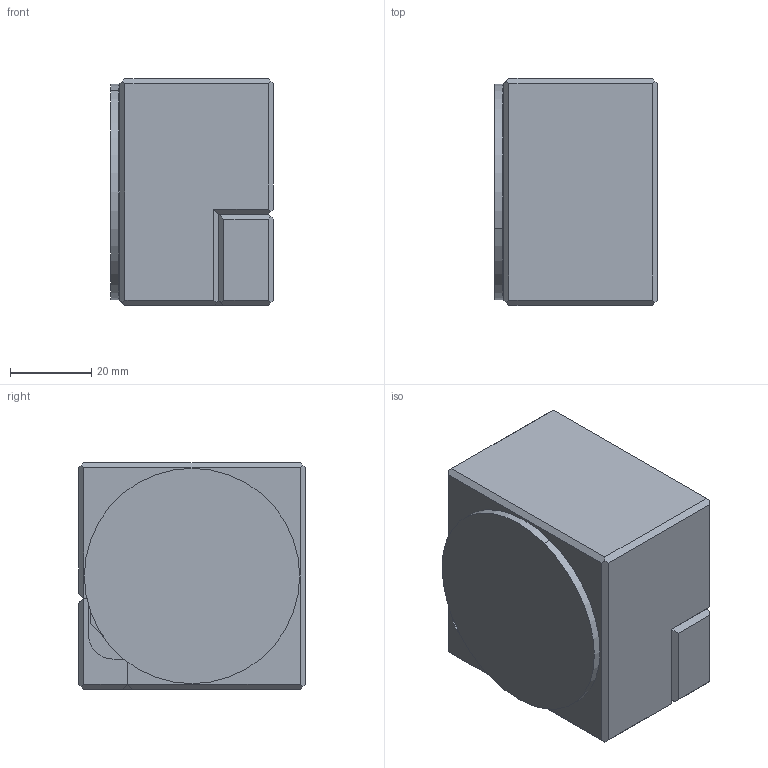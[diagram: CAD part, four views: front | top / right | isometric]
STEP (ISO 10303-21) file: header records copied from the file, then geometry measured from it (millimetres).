
FILE_DESCRIPTION(('CAx-IF Rec.Pracs.---Model Styling and Organization---1.2---2011-12-15','CAx-IF Rec.Pracs.---Geometric and Assembly Validation Properties---4.1---2014-06-16','CAx-IF Rec.Pracs.---PMI Polyline Presentation---2.0---2013-05-24'),'2;1');
FILE_NAME('1000126627_PPR_000.stp','2018-05-17T12:39:57+02:00',(''),(''),'STEP Interface 4.1 by CT CoreTechnologie','3D_Evolution4.1 by CT CoreTechnologie','');
FILE_SCHEMA(('AP203_CONFIGURATION_CONTROLLED_3D_DESIGN_OF_MECHANICAL_PARTS_AND_ASSEMBLIES_MIM_LF'));
Length unit declared in the file: millimetre
Products named in the file (4): P_2 AV Absperrventil Massaud Ingot 1000126627_PPR_000_A0; P_2 Fixierung Griffkomp. 3L Massaud Ing. 1000126629_PPA_000_A0; P_2 Griffsockel links 3L WTA Mass. Ing. 1000126367_PPA_000_A0; P_2 Griffhebel AV Massaud Ingot 1000126631_PPA_000_A0
Assembly tree (3 placements, depth 2):
  P_2 AV Absperrventil Massaud Ingot 1000126627_PPR_000_A0
    P_2 Fixierung Griffkomp. 3L Massaud Ing. 1000126629_PPA_000_A0
    P_2 Griffsockel links 3L WTA Mass. Ing. 1000126367_PPA_000_A0
    P_2 Griffhebel AV Massaud Ingot 1000126631_PPA_000_A0
Bounding box: 40.1 x 55.8 x 55.8 mm (x, y, z)
Volume: 122278.8 mm3; surface area: 23993.7 mm2
Topology: 3 solids, 3 shells, 62 faces, 158 edges, 103 vertices
Faces by surface type: plane 55, cylinder 7
Entity records: 2882 total; most frequent: CARTESIAN_POINT 327, ORIENTED_EDGE 316, DIRECTION 305, EDGE_CURVE 158, VECTOR 143, LINE 143, VERTEX_POINT 103, AXIS2_PLACEMENT_3D 81
